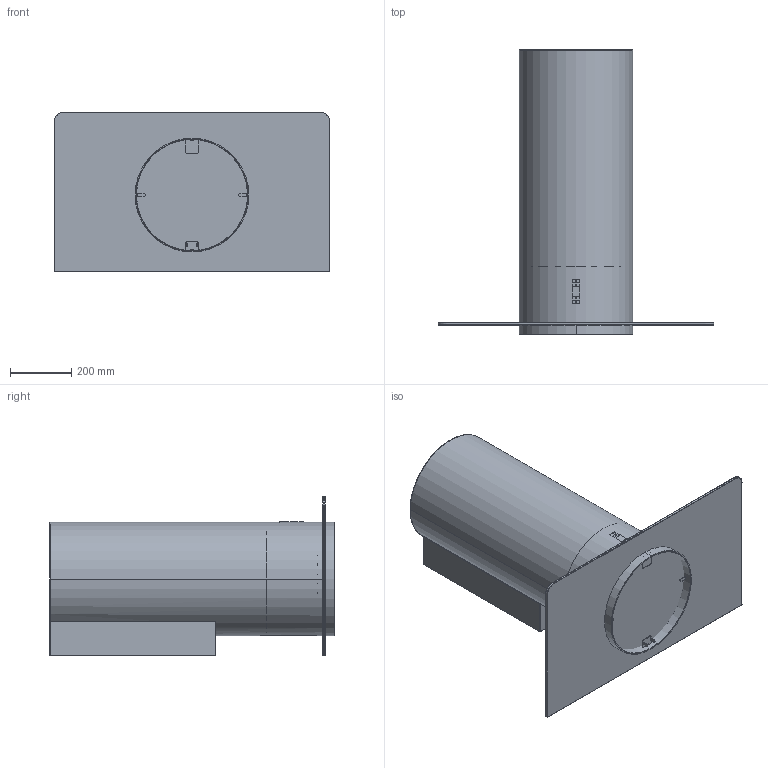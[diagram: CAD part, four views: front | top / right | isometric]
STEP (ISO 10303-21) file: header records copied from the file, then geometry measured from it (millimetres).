
FILE_DESCRIPTION((''),'2;1');
FILE_NAME('A90_739_SW0001','2009-05-15T',('RL012'),(''),'PRO/ENGINEER BY PARAMETRIC TECHNOLOGY CORPORATION, 2007310','PRO/ENGINEER BY PARAMETRIC TECHNOLOGY CORPORATION, 2007310','');
FILE_SCHEMA(('CONFIG_CONTROL_DESIGN'));
Length unit declared in the file: millimetre
Products named in the file (1): A90_739_SW0001
Bounding box: 898 x 928 x 520 mm (x, y, z)
Surface area: 4148251.3 mm2 (no closed solid volume)
Topology: 0 solids, 69 shells, 168 faces, 775 edges, 668 vertices
Faces by surface type: plane 87, cylinder 47, torus 16, cone 14, bspline 4
Full cylindrical faces by diameter (mm): 370.6 x1
Entity records: 9376 total; most frequent: CARTESIAN_POINT 3265, DIRECTION 1336, ORIENTED_EDGE 934, EDGE_CURVE 775, VERTEX_POINT 668, AXIS2_PLACEMENT_3D 446, VECTOR 444, LINE 444
